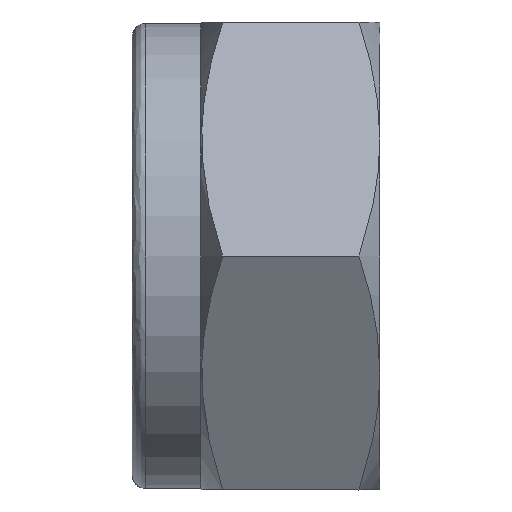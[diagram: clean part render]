
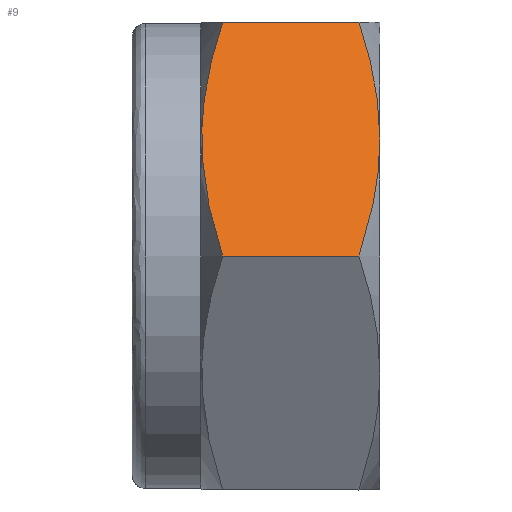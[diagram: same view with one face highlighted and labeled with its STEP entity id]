
A CAD part, left-side view. The second image highlights one B-rep face of the part: STEP entity #9.
In plain terms, the highlighted planar face has unit normal (-0.866, 0, 0.5).
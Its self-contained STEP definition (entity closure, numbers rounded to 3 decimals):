
#9 = ADVANCED_FACE ( 'NONE', ( #1197 ), #961, .T. ) ;
#79 = EDGE_CURVE ( 'NONE', #1368, #1211, #1013, .T. ) ;
#80 = EDGE_CURVE ( 'NONE', #1324, #1368, #1026, .T. ) ;
#81 = EDGE_CURVE ( 'NONE', #1372, #1211, #1102, .T. ) ;
#109 = EDGE_CURVE ( 'NONE', #1327, #1324, #1119, .T. ) ;
#144 = EDGE_CURVE ( 'NONE', #1372, #1327, #1041, .T. ) ;
#165 = AXIS2_PLACEMENT_3D ( 'NONE', #967, #959, #955 ) ;
#180 = CARTESIAN_POINT ( 'NONE',  ( -9.815, 1.518, 17. ) ) ;
#187 = CARTESIAN_POINT ( 'NONE',  ( -11.423, 12.268, 14.214 ) ) ;
#202 = CARTESIAN_POINT ( 'NONE',  ( -15.56, 0., 7.049 ) ) ;
#204 = CARTESIAN_POINT ( 'NONE',  ( -19.63, 1.518, 0. ) ) ;
#211 = CARTESIAN_POINT ( 'NONE',  ( -10.616, 11.887, 15.612 ) ) ;
#213 = CARTESIAN_POINT ( 'NONE',  ( -9.815, 11.424, 17. ) ) ;
#235 = CARTESIAN_POINT ( 'NONE',  ( -16.386, 0.145, 5.618 ) ) ;
#248 = CARTESIAN_POINT ( 'NONE',  ( -14.722, 0., 8.5 ) ) ;
#268 = CARTESIAN_POINT ( 'NONE',  ( -13.885, 0., 9.951 ) ) ;
#299 = CARTESIAN_POINT ( 'NONE',  ( -18.828, 1.056, 1.389 ) ) ;
#333 = DIRECTION ( 'NONE',  ( 0., -1., 0. ) ) ;
#339 = CARTESIAN_POINT ( 'NONE',  ( -19.63, 6.509, 0. ) ) ;
#502 = DIRECTION ( 'NONE',  ( 0., -1., 0. ) ) ;
#504 = CARTESIAN_POINT ( 'NONE',  ( -14.722, 0., 8.5 ) ) ;
#505 = CARTESIAN_POINT ( 'NONE',  ( -13.059, 0.145, 11.382 ) ) ;
#506 = CARTESIAN_POINT ( 'NONE',  ( -10.617, 1.056, 15.611 ) ) ;
#510 = CARTESIAN_POINT ( 'NONE',  ( -11.425, 0.674, 14.212 ) ) ;
#511 = CARTESIAN_POINT ( 'NONE',  ( -18.02, 0.674, 2.788 ) ) ;
#514 = CARTESIAN_POINT ( 'NONE',  ( -9.815, 6.471, 17. ) ) ;
#542 = CARTESIAN_POINT ( 'NONE',  ( -9.815, 11.424, 17. ) ) ;
#545 = CARTESIAN_POINT ( 'NONE',  ( -14.722, 0., 8.5 ) ) ;
#558 = CARTESIAN_POINT ( 'NONE',  ( -19.63, 11.424, 0. ) ) ;
#562 = CARTESIAN_POINT ( 'NONE',  ( -19.63, 1.518, 0. ) ) ;
#566 = CARTESIAN_POINT ( 'NONE',  ( -15.757, 12.873, 6.708 ) ) ;
#567 = CARTESIAN_POINT ( 'NONE',  ( -16.379, 12.769, 5.631 ) ) ;
#570 = CARTESIAN_POINT ( 'NONE',  ( -18.828, 11.887, 1.39 ) ) ;
#573 = CARTESIAN_POINT ( 'NONE',  ( -15.131, 12.934, 7.792 ) ) ;
#574 = CARTESIAN_POINT ( 'NONE',  ( -15.549, 12.899, 7.069 ) ) ;
#583 = CARTESIAN_POINT ( 'NONE',  ( -13.879, 12.941, 9.962 ) ) ;
#589 = CARTESIAN_POINT ( 'NONE',  ( -16.79, 12.666, 4.918 ) ) ;
#590 = CARTESIAN_POINT ( 'NONE',  ( -18.019, 12.269, 2.791 ) ) ;
#592 = CARTESIAN_POINT ( 'NONE',  ( -19.63, 11.424, 0. ) ) ;
#602 = CARTESIAN_POINT ( 'NONE',  ( -14.922, 12.943, 8.155 ) ) ;
#609 = CARTESIAN_POINT ( 'NONE',  ( -13.055, 12.796, 11.389 ) ) ;
#621 = CARTESIAN_POINT ( 'NONE',  ( -9.815, 1.518, 17. ) ) ;
#955 = DIRECTION ( 'NONE',  ( 0.5, 0., 0.866 ) ) ;
#959 = DIRECTION ( 'NONE',  ( -0.866, 0., 0.5 ) ) ;
#961 = PLANE ( 'NONE',  #165 ) ;
#967 = CARTESIAN_POINT ( 'NONE',  ( -19.63, -0.078, 0. ) ) ;
#1013 = B_SPLINE_CURVE_WITH_KNOTS ( 'NONE', 3,
 ( #248, #268, #505, #510, #506, #180 ),
 .UNSPECIFIED., .F., .F.,
 ( 4, 2, 4 ),
 ( 0., 0.005, 0.01 ),
 .UNSPECIFIED. ) ;
#1026 = B_SPLINE_CURVE_WITH_KNOTS ( 'NONE', 3,
 ( #204, #299, #511, #235, #202, #504 ),
 .UNSPECIFIED., .F., .F.,
 ( 4, 2, 4 ),
 ( 0., 0.005, 0.01 ),
 .UNSPECIFIED. ) ;
#1041 = B_SPLINE_CURVE_WITH_KNOTS ( 'NONE', 3,
 ( #213, #211, #187, #609, #583, #602, #573, #574, #566, #567, #589, #590, #570, #592 ),
 .UNSPECIFIED., .F., .F.,
 ( 4, 2, 2, 2, 2, 2, 4 ),
 ( 0., 0.005, 0.01, 0.011, 0.012, 0.015, 0.02 ),
 .UNSPECIFIED. ) ;
#1102 = LINE ( 'NONE', #514, #1104 ) ;
#1104 = VECTOR ( 'NONE', #502, 1000. ) ;
#1119 = LINE ( 'NONE', #339, #1136 ) ;
#1136 = VECTOR ( 'NONE', #333, 1000. ) ;
#1197 = FACE_OUTER_BOUND ( 'NONE', #1371, .T. ) ;
#1211 = VERTEX_POINT ( 'NONE', #621 ) ;
#1234 = ORIENTED_EDGE ( 'NONE', *, *, #79, .T. ) ;
#1238 = ORIENTED_EDGE ( 'NONE', *, *, #81, .F. ) ;
#1285 = ORIENTED_EDGE ( 'NONE', *, *, #80, .T. ) ;
#1300 = ORIENTED_EDGE ( 'NONE', *, *, #109, .T. ) ;
#1324 = VERTEX_POINT ( 'NONE', #562 ) ;
#1327 = VERTEX_POINT ( 'NONE', #558 ) ;
#1359 = ORIENTED_EDGE ( 'NONE', *, *, #144, .T. ) ;
#1368 = VERTEX_POINT ( 'NONE', #545 ) ;
#1371 = EDGE_LOOP ( 'NONE', ( #1359, #1300, #1285, #1234, #1238 ) ) ;
#1372 = VERTEX_POINT ( 'NONE', #542 ) ;
